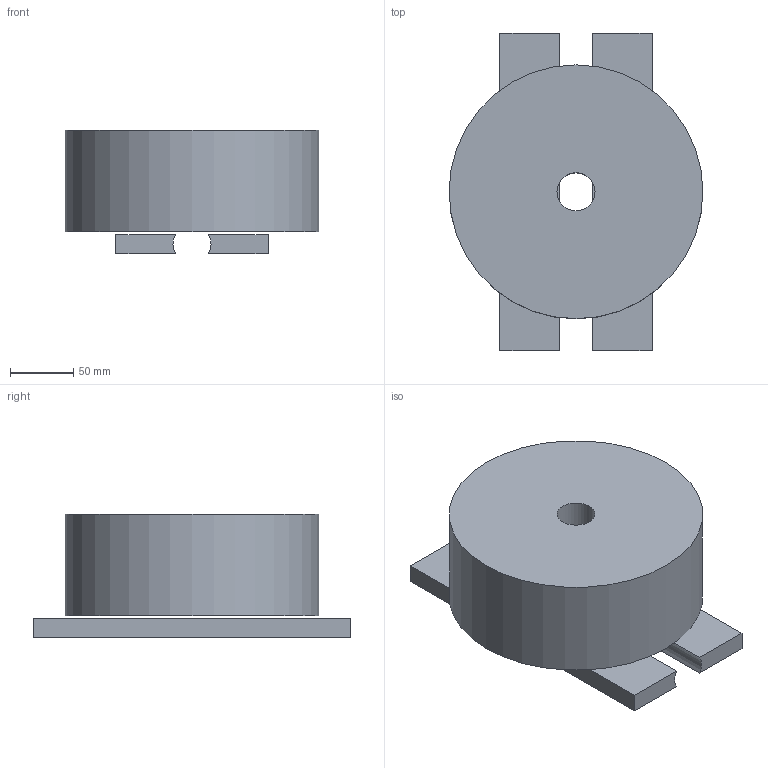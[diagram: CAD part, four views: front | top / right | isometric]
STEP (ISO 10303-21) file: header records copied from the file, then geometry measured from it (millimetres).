
FILE_DESCRIPTION(('Open CASCADE Model'),'2;1');
FILE_NAME('Open CASCADE Shape Model','2025-12-27T02:49:22',('Author'),( 'Open CASCADE'),'Open CASCADE STEP processor 7.8','Open CASCADE 7.8' ,'Unknown');
FILE_SCHEMA(('AUTOMOTIVE_DESIGN { 1 0 10303 214 1 1 1 1 }'));
Length unit declared in the file: millimetre
Products named in the file (4): Open CASCADE STEP translator 7.8 4; Open CASCADE STEP translator 7.8 4.1; Open CASCADE STEP translator 7.8 4.2; Open CASCADE STEP translator 7.8 4.3
Assembly tree (3 placements, depth 2):
  Open CASCADE STEP translator 7.8 4
    Open CASCADE STEP translator 7.8 4.1
    Open CASCADE STEP translator 7.8 4.2
    Open CASCADE STEP translator 7.8 4.3
Bounding box: 200 x 250 x 97.5 mm (x, y, z)
Volume: 2799106.7 mm3; surface area: 184326.1 mm2
Topology: 3 solids, 3 shells, 16 faces, 30 edges, 20 vertices
Faces by surface type: plane 12, cylinder 4
Full cylindrical faces by diameter (mm): 30 x1, 200 x1
Entity records: 868 total; most frequent: CARTESIAN_POINT 154, DIRECTION 134, LINE 74, VECTOR 74, ORIENTED_EDGE 60, PCURVE 60, DEFINITIONAL_REPRESENTATION 60, EDGE_CURVE 30
